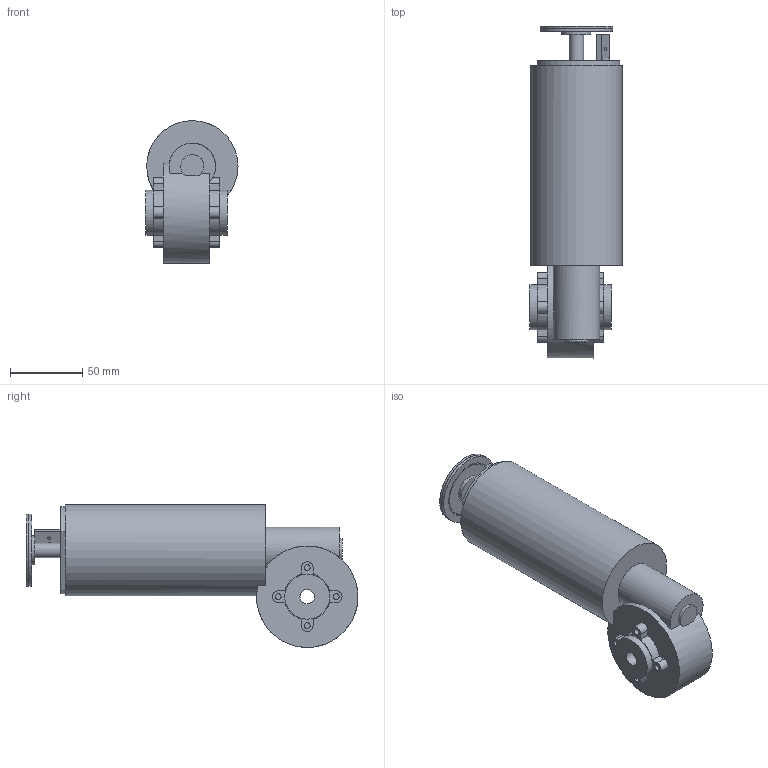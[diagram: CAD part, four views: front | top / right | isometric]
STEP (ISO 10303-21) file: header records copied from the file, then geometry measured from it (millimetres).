
FILE_DESCRIPTION(/* description */ ('Unknown'),/* implementation_level */ '2;1');
FILE_NAME(/* name */ 'Arm_1_Ground',/* time_stamp */ '2019-04-05T14:21:15+02:00',/* author */ ('Unknown'),/* organization */ ('Unknown'),/* preprocessor_version */ 'ST-DEVELOPER v16.7',/* originating_system */ 'DEX',/* authorisation */ $);
FILE_SCHEMA (('AUTOMOTIVE_DESIGN {1 0 10303 214 3 1 1}'));
Length unit declared in the file: millimetre
Products named in the file (5): Arm_1_Ground; Shoulder motor Zup; M050C; 1_RLB_holder; 1_Ring_holder
Assembly tree (4 placements, depth 2):
  Arm_1_Ground
    Shoulder motor Zup
    M050C
    1_RLB_holder
    1_Ring_holder
Bounding box: 63.5 x 228.98 x 98.45 mm (x, y, z)
Volume: 608078.1 mm3; surface area: 66360.3 mm2
Topology: 4 solids, 4 shells, 106 faces, 247 edges, 167 vertices
Faces by surface type: plane 54, cylinder 52
Full cylindrical faces by diameter (mm): 2 x2, 4 x8, 5.2 x4, 10 x2, 15 x1, 20 x1, 25 x1, 27 x1, 31 x2, 38 x1, 40 x1, 50 x2, 63 x1
Entity records: 3050 total; most frequent: DIRECTION 528, CARTESIAN_POINT 525, ORIENTED_EDGE 422, AXIS2_PLACEMENT_3D 213, EDGE_CURVE 211, EDGE_LOOP 169, FACE_BOUND 169, VERTEX_POINT 158
